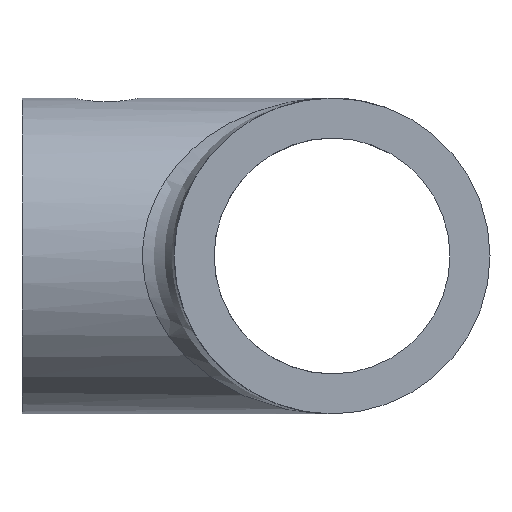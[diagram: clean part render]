
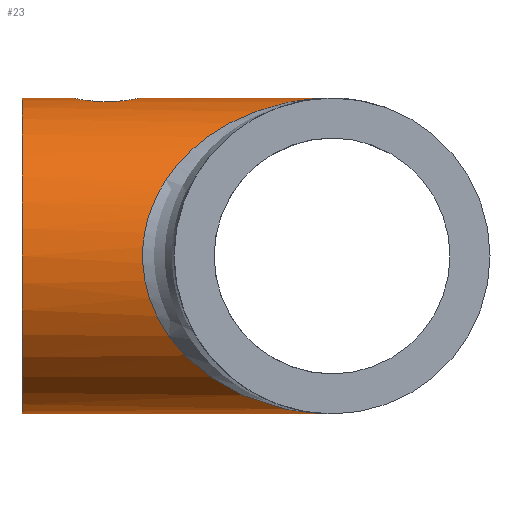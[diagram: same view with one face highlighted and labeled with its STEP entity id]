
A CAD part, left-side view. The second image highlights one B-rep face of the part: STEP entity #23.
In plain terms, the highlighted cylindrical face has radius 15 mm (diameter 30 mm), a partial arc.
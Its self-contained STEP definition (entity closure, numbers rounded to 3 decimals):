
#5 = EDGE_CURVE ( 'NONE', #1165, #1156, #1193, .T. ) ;
#23 = ADVANCED_FACE ( 'NONE', ( #61 ), #52, .T. ) ;
#25 = EDGE_CURVE ( 'NONE', #1167, #184, #872, .T. ) ;
#48 = VECTOR ( 'NONE', #870, 1000. ) ;
#52 = CYLINDRICAL_SURFACE ( 'NONE', #57, 15. ) ;
#57 = AXIS2_PLACEMENT_3D ( 'NONE', #1002, #1009, #1010 ) ;
#61 = FACE_OUTER_BOUND ( 'NONE', #242, .T. ) ;
#95 = VECTOR ( 'NONE', #400, 1000. ) ;
#112 = VECTOR ( 'NONE', #1200, 1000. ) ;
#125 = AXIS2_PLACEMENT_3D ( 'NONE', #391, #401, #402 ) ;
#163 = ORIENTED_EDGE ( 'NONE', *, *, #1109, .T. ) ;
#178 = ORIENTED_EDGE ( 'NONE', *, *, #1134, .T. ) ;
#184 = VERTEX_POINT ( 'NONE', #574 ) ;
#218 = ORIENTED_EDGE ( 'NONE', *, *, #1126, .T. ) ;
#223 = ORIENTED_EDGE ( 'NONE', *, *, #1123, .F. ) ;
#224 = ORIENTED_EDGE ( 'NONE', *, *, #5, .T. ) ;
#230 = ORIENTED_EDGE ( 'NONE', *, *, #25, .F. ) ;
#231 = VERTEX_POINT ( 'NONE', #720 ) ;
#236 = ORIENTED_EDGE ( 'NONE', *, *, #1121, .T. ) ;
#242 = EDGE_LOOP ( 'NONE', ( #230, #178, #236, #163, #218, #224, #223 ) ) ;
#391 = CARTESIAN_POINT ( 'NONE',  ( 0., 0., 0. ) ) ;
#398 = LINE ( 'NONE', #399, #95 ) ;
#399 = CARTESIAN_POINT ( 'NONE',  ( 0., -29.45, 15. ) ) ;
#400 = DIRECTION ( 'NONE',  ( 0., 1., 0. ) ) ;
#401 = DIRECTION ( 'NONE',  ( 0., 1., 0. ) ) ;
#402 = DIRECTION ( 'NONE',  ( 0., 0., 1. ) ) ;
#406 = CARTESIAN_POINT ( 'NONE',  ( -3.175, -8., 14.66 ) ) ;
#407 = CARTESIAN_POINT ( 'NONE',  ( -3.175, -7.792, 14.66 ) ) ;
#408 = CARTESIAN_POINT ( 'NONE',  ( -3.154, -7.581, 14.665 ) ) ;
#409 = CARTESIAN_POINT ( 'NONE',  ( -3.073, -7.174, 14.682 ) ) ;
#410 = CARTESIAN_POINT ( 'NONE',  ( -3.012, -6.976, 14.695 ) ) ;
#411 = CARTESIAN_POINT ( 'NONE',  ( -2.853, -6.591, 14.726 ) ) ;
#412 = CARTESIAN_POINT ( 'NONE',  ( -2.753, -6.406, 14.746 ) ) ;
#413 = CARTESIAN_POINT ( 'NONE',  ( -2.524, -6.063, 14.787 ) ) ;
#414 = CARTESIAN_POINT ( 'NONE',  ( -2.392, -5.902, 14.809 ) ) ;
#415 = CARTESIAN_POINT ( 'NONE',  ( -2.097, -5.607, 14.853 ) ) ;
#416 = CARTESIAN_POINT ( 'NONE',  ( -1.937, -5.476, 14.875 ) ) ;
#417 = CARTESIAN_POINT ( 'NONE',  ( -1.594, -5.246, 14.916 ) ) ;
#418 = CARTESIAN_POINT ( 'NONE',  ( -1.408, -5.147, 14.935 ) ) ;
#419 = CARTESIAN_POINT ( 'NONE',  ( -1.024, -4.988, 14.966 ) ) ;
#420 = CARTESIAN_POINT ( 'NONE',  ( -0.826, -4.927, 14.979 ) ) ;
#421 = CARTESIAN_POINT ( 'NONE',  ( -0.418, -4.846, 14.996 ) ) ;
#422 = CARTESIAN_POINT ( 'NONE',  ( -0.207, -4.825, 15. ) ) ;
#423 = CARTESIAN_POINT ( 'NONE',  ( 0., -4.825, 15. ) ) ;
#461 = CARTESIAN_POINT ( 'NONE',  ( 0., -29.45, -15. ) ) ;
#462 = CARTESIAN_POINT ( 'NONE',  ( -30., 6.55, -15. ) ) ;
#463 = CARTESIAN_POINT ( 'NONE',  ( -30., 6.55, 15. ) ) ;
#464 = CARTESIAN_POINT ( 'NONE',  ( 0., -29.45, 15. ) ) ;
#517 = CARTESIAN_POINT ( 'NONE',  ( 0., 0., 15. ) ) ;
#520 = CARTESIAN_POINT ( 'NONE',  ( 0., -11.175, 15. ) ) ;
#521 = CARTESIAN_POINT ( 'NONE',  ( -3.175, -8., 14.66 ) ) ;
#526 = CARTESIAN_POINT ( 'NONE',  ( 0., -4.825, 15. ) ) ;
#528 = CARTESIAN_POINT ( 'NONE',  ( 0., -29.45, -15. ) ) ;
#574 = CARTESIAN_POINT ( 'NONE',  ( 0., 0., -15. ) ) ;
#682 = CARTESIAN_POINT ( 'NONE',  ( 0., -11.175, 15. ) ) ;
#683 = CARTESIAN_POINT ( 'NONE',  ( -0.21, -11.175, 15. ) ) ;
#684 = CARTESIAN_POINT ( 'NONE',  ( -0.417, -11.154, 14.996 ) ) ;
#685 = CARTESIAN_POINT ( 'NONE',  ( -0.824, -11.073, 14.979 ) ) ;
#686 = CARTESIAN_POINT ( 'NONE',  ( -1.026, -11.012, 14.966 ) ) ;
#687 = CARTESIAN_POINT ( 'NONE',  ( -1.41, -10.852, 14.935 ) ) ;
#688 = CARTESIAN_POINT ( 'NONE',  ( -1.593, -10.754, 14.916 ) ) ;
#689 = CARTESIAN_POINT ( 'NONE',  ( -1.937, -10.524, 14.875 ) ) ;
#690 = CARTESIAN_POINT ( 'NONE',  ( -2.1, -10.39, 14.853 ) ) ;
#691 = CARTESIAN_POINT ( 'NONE',  ( -2.392, -10.098, 14.809 ) ) ;
#692 = CARTESIAN_POINT ( 'NONE',  ( -2.523, -9.938, 14.787 ) ) ;
#693 = CARTESIAN_POINT ( 'NONE',  ( -2.755, -9.591, 14.745 ) ) ;
#694 = CARTESIAN_POINT ( 'NONE',  ( -2.854, -9.407, 14.726 ) ) ;
#695 = CARTESIAN_POINT ( 'NONE',  ( -3.012, -9.025, 14.695 ) ) ;
#696 = CARTESIAN_POINT ( 'NONE',  ( -3.073, -8.825, 14.682 ) ) ;
#697 = CARTESIAN_POINT ( 'NONE',  ( -3.155, -8.414, 14.665 ) ) ;
#698 = CARTESIAN_POINT ( 'NONE',  ( -3.175, -8.208, 14.66 ) ) ;
#699 = CARTESIAN_POINT ( 'NONE',  ( -3.175, -8., 14.66 ) ) ;
#720 = CARTESIAN_POINT ( 'NONE',  ( 0., -29.45, 15. ) ) ;
#870 = DIRECTION ( 'NONE',  ( 0., 1., 0. ) ) ;
#871 = CARTESIAN_POINT ( 'NONE',  ( 0., -29.45, -15. ) ) ;
#872 = LINE ( 'NONE', #871, #48 ) ;
#1002 = CARTESIAN_POINT ( 'NONE',  ( 0., -29.45, 0. ) ) ;
#1009 = DIRECTION ( 'NONE',  ( 0., 1., 0. ) ) ;
#1010 = DIRECTION ( 'NONE',  ( 0., 0., 1. ) ) ;
#1109 = EDGE_CURVE ( 'NONE', #1159, #1160, #1267, .T. ) ;
#1121 = EDGE_CURVE ( 'NONE', #231, #1159, #398, .T. ) ;
#1123 = EDGE_CURVE ( 'NONE', #184, #1156, #1143, .T. ) ;
#1126 = EDGE_CURVE ( 'NONE', #1160, #1165, #1283, .T. ) ;
#1134 = EDGE_CURVE ( 'NONE', #1167, #231, #1286, .T. ) ;
#1143 = CIRCLE ( 'NONE', #125, 15. ) ;
#1156 = VERTEX_POINT ( 'NONE', #517 ) ;
#1159 = VERTEX_POINT ( 'NONE', #520 ) ;
#1160 = VERTEX_POINT ( 'NONE', #521 ) ;
#1165 = VERTEX_POINT ( 'NONE', #526 ) ;
#1167 = VERTEX_POINT ( 'NONE', #528 ) ;
#1192 = CARTESIAN_POINT ( 'NONE',  ( 0., -29.45, 15. ) ) ;
#1193 = LINE ( 'NONE', #1192, #112 ) ;
#1200 = DIRECTION ( 'NONE',  ( 0., 1., 0. ) ) ;
#1267 = B_SPLINE_CURVE_WITH_KNOTS ( 'NONE', 3,
 ( #682, #683, #684, #685, #686, #687, #688, #689, #690, #691, #692, #693, #694, #695, #696, #697, #698, #699 ),
 .UNSPECIFIED., .F., .F.,
 ( 4, 2, 2, 2, 2, 2, 2, 2, 4 ),
 ( 0., 0.001, 0.001, 0.002, 0.002, 0.003, 0.004, 0.004, 0.005 ),
 .UNSPECIFIED. ) ;
#1283 = B_SPLINE_CURVE_WITH_KNOTS ( 'NONE', 3,
 ( #406, #407, #408, #409, #410, #411, #412, #413, #414, #415, #416, #417, #418, #419, #420, #421, #422, #423 ),
 .UNSPECIFIED., .F., .F.,
 ( 4, 2, 2, 2, 2, 2, 2, 2, 4 ),
 ( 0.005, 0.006, 0.006, 0.007, 0.007, 0.008, 0.009, 0.009, 0.01 ),
 .UNSPECIFIED. ) ;
#1286 =( BOUNDED_CURVE ( )  B_SPLINE_CURVE ( 3, ( #461, #462, #463, #464 ),
 .UNSPECIFIED., .F., .F. ) 
 B_SPLINE_CURVE_WITH_KNOTS ( ( 4, 4 ),
 ( 4.712, 7.854 ),
 .UNSPECIFIED. ) 
 CURVE ( )  GEOMETRIC_REPRESENTATION_ITEM ( )  RATIONAL_B_SPLINE_CURVE ( ( 1., 0.333, 0.333, 1. ) ) 
 REPRESENTATION_ITEM ( '' )  );
